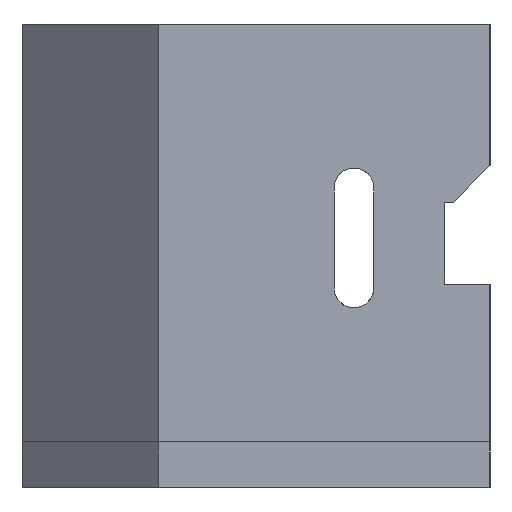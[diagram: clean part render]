
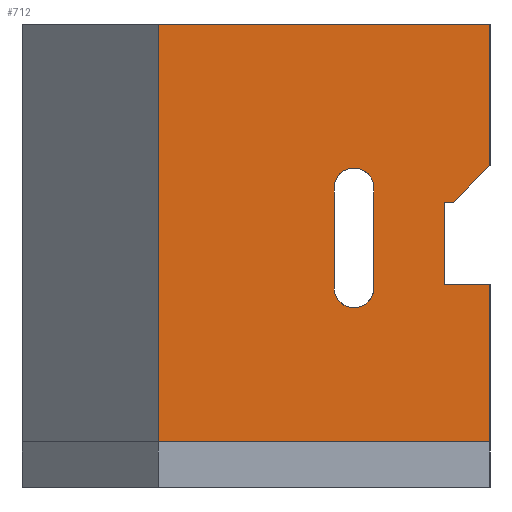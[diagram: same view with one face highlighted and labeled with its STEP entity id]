
A CAD part, left-side view. The second image highlights one B-rep face of the part: STEP entity #712.
In plain terms, the highlighted planar face has unit normal (-1, 0, 0).
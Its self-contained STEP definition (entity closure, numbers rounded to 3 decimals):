
#103 = VERTEX_POINT('',#104);
#104 = CARTESIAN_POINT('',(-30.,-11.,35.441));
#110 = EDGE_CURVE('',#103,#111,#113,.T.);
#111 = VERTEX_POINT('',#112);
#112 = CARTESIAN_POINT('',(-30.,-11.,51.));
#113 = LINE('',#114,#115);
#114 = CARTESIAN_POINT('',(-30.,-11.,5.));
#115 = VECTOR('',#116,1.);
#116 = DIRECTION('',(0.,0.,1.));
#134 = EDGE_CURVE('',#103,#135,#137,.T.);
#135 = VERTEX_POINT('',#136);
#136 = CARTESIAN_POINT('',(-30.,-7.,31.441));
#137 = LINE('',#138,#139);
#138 = CARTESIAN_POINT('',(-30.,6.76,17.681));
#139 = VECTOR('',#140,1.);
#140 = DIRECTION('',(0.,0.707,-0.707));
#218 = EDGE_CURVE('',#219,#111,#221,.T.);
#219 = VERTEX_POINT('',#220);
#220 = CARTESIAN_POINT('',(-30.,25.6,51.));
#221 = LINE('',#222,#223);
#222 = CARTESIAN_POINT('',(-30.,25.6,51.));
#223 = VECTOR('',#224,1.);
#224 = DIRECTION('',(-0.,-1.,-0.));
#278 = EDGE_CURVE('',#135,#279,#281,.T.);
#279 = VERTEX_POINT('',#280);
#280 = CARTESIAN_POINT('',(-30.,-5.958,31.441));
#281 = LINE('',#282,#283);
#282 = CARTESIAN_POINT('',(-30.,4.894,31.441));
#283 = VECTOR('',#284,1.);
#284 = DIRECTION('',(0.,1.,0.));
#506 = EDGE_CURVE('',#279,#507,#509,.T.);
#507 = VERTEX_POINT('',#508);
#508 = CARTESIAN_POINT('',(-30.,-5.958,22.386));
#509 = LINE('',#510,#511);
#510 = CARTESIAN_POINT('',(-30.,-5.958,18.22));
#511 = VECTOR('',#512,1.);
#512 = DIRECTION('',(0.,0.,-1.));
#670 = EDGE_CURVE('',#507,#671,#673,.T.);
#671 = VERTEX_POINT('',#672);
#672 = CARTESIAN_POINT('',(-30.,-11.,22.386));
#673 = LINE('',#674,#675);
#674 = CARTESIAN_POINT('',(-30.,9.821,22.386));
#675 = VECTOR('',#676,1.);
#676 = DIRECTION('',(0.,-1.,0.));
#693 = VERTEX_POINT('',#694);
#694 = CARTESIAN_POINT('',(-30.,-11.,5.));
#700 = EDGE_CURVE('',#693,#671,#701,.T.);
#701 = LINE('',#702,#703);
#702 = CARTESIAN_POINT('',(-30.,-11.,5.));
#703 = VECTOR('',#704,1.);
#704 = DIRECTION('',(0.,0.,1.));
#712 = ADVANCED_FACE('',(#713,#736),#772,.T.);
#713 = FACE_BOUND('',#714,.F.);
#714 = EDGE_LOOP('',(#715,#716,#717,#718,#719,#727,#733,#734,#735));
#715 = ORIENTED_EDGE('',*,*,#278,.T.);
#716 = ORIENTED_EDGE('',*,*,#506,.T.);
#717 = ORIENTED_EDGE('',*,*,#670,.T.);
#718 = ORIENTED_EDGE('',*,*,#700,.F.);
#719 = ORIENTED_EDGE('',*,*,#720,.F.);
#720 = EDGE_CURVE('',#721,#693,#723,.T.);
#721 = VERTEX_POINT('',#722);
#722 = CARTESIAN_POINT('',(-30.,25.6,5.));
#723 = LINE('',#724,#725);
#724 = CARTESIAN_POINT('',(-30.,40.6,5.));
#725 = VECTOR('',#726,1.);
#726 = DIRECTION('',(-0.,-1.,-0.));
#727 = ORIENTED_EDGE('',*,*,#728,.T.);
#728 = EDGE_CURVE('',#721,#219,#729,.T.);
#729 = LINE('',#730,#731);
#730 = CARTESIAN_POINT('',(-30.,25.6,5.));
#731 = VECTOR('',#732,1.);
#732 = DIRECTION('',(0.,0.,1.));
#733 = ORIENTED_EDGE('',*,*,#218,.T.);
#734 = ORIENTED_EDGE('',*,*,#110,.F.);
#735 = ORIENTED_EDGE('',*,*,#134,.T.);
#736 = FACE_BOUND('',#737,.F.);
#737 = EDGE_LOOP('',(#738,#749,#757,#766));
#738 = ORIENTED_EDGE('',*,*,#739,.F.);
#739 = EDGE_CURVE('',#740,#742,#744,.T.);
#740 = VERTEX_POINT('',#741);
#741 = CARTESIAN_POINT('',(-30.,1.8,22.));
#742 = VERTEX_POINT('',#743);
#743 = CARTESIAN_POINT('',(-30.,6.2,22.));
#744 = CIRCLE('',#745,2.2);
#745 = AXIS2_PLACEMENT_3D('',#746,#747,#748);
#746 = CARTESIAN_POINT('',(-30.,4.,22.));
#747 = DIRECTION('',(1.,0.,0.));
#748 = DIRECTION('',(0.,1.,0.));
#749 = ORIENTED_EDGE('',*,*,#750,.F.);
#750 = EDGE_CURVE('',#751,#740,#753,.T.);
#751 = VERTEX_POINT('',#752);
#752 = CARTESIAN_POINT('',(-30.,1.8,33.));
#753 = LINE('',#754,#755);
#754 = CARTESIAN_POINT('',(-30.,1.8,19.));
#755 = VECTOR('',#756,1.);
#756 = DIRECTION('',(0.,0.,-1.));
#757 = ORIENTED_EDGE('',*,*,#758,.F.);
#758 = EDGE_CURVE('',#759,#751,#761,.T.);
#759 = VERTEX_POINT('',#760);
#760 = CARTESIAN_POINT('',(-30.,6.2,33.));
#761 = CIRCLE('',#762,2.2);
#762 = AXIS2_PLACEMENT_3D('',#763,#764,#765);
#763 = CARTESIAN_POINT('',(-30.,4.,33.));
#764 = DIRECTION('',(1.,0.,0.));
#765 = DIRECTION('',(0.,1.,0.));
#766 = ORIENTED_EDGE('',*,*,#767,.F.);
#767 = EDGE_CURVE('',#742,#759,#768,.T.);
#768 = LINE('',#769,#770);
#769 = CARTESIAN_POINT('',(-30.,6.2,13.5));
#770 = VECTOR('',#771,1.);
#771 = DIRECTION('',(0.,0.,1.));
#772 = PLANE('',#773);
#773 = AXIS2_PLACEMENT_3D('',#774,#775,#776);
#774 = CARTESIAN_POINT('',(-30.,25.6,5.));
#775 = DIRECTION('',(-1.,-0.,-0.));
#776 = DIRECTION('',(0.,1.,0.));
